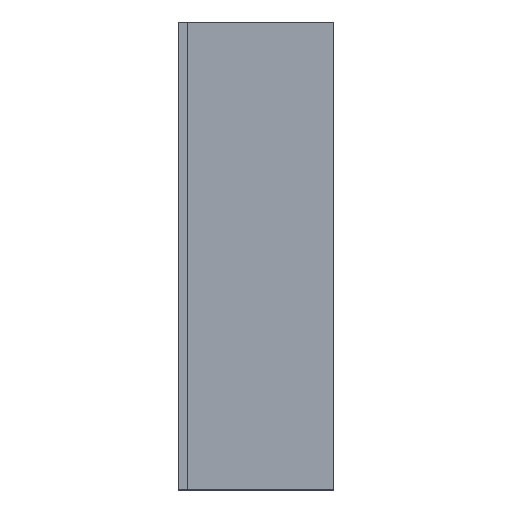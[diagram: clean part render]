
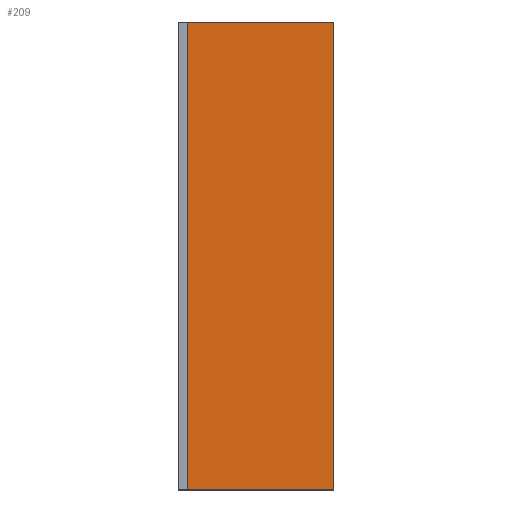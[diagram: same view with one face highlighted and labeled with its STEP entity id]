
A CAD part, top view. The second image highlights one B-rep face of the part: STEP entity #209.
In plain terms, the highlighted planar face has unit normal (0, 0, 1).
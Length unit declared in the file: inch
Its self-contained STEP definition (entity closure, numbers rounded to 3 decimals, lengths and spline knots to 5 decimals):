
#24=CARTESIAN_POINT('',(5.50447,-0.50791,-0.375));
#25=VERTEX_POINT('',#24);
#42=CARTESIAN_POINT('',(5.50447,5.49209,-0.375));
#43=VERTEX_POINT('',#42);
#50=CARTESIAN_POINT('',(5.50447,2.49209,-0.375));
#51=DIRECTION('',(0.,-1.,0.));
#52=VECTOR('',#51,1.);
#53=LINE('',#50,#52);
#54=EDGE_CURVE('',#43,#25,#53,.T.);
#157=CARTESIAN_POINT('',(3.62947,-0.50791,-0.375));
#158=VERTEX_POINT('',#157);
#165=CARTESIAN_POINT('',(3.62947,5.49209,-0.375));
#166=VERTEX_POINT('',#165);
#167=CARTESIAN_POINT('',(3.62947,2.49209,-0.375));
#168=DIRECTION('',(0.,1.,0.));
#169=VECTOR('',#168,1.);
#170=LINE('',#167,#169);
#171=EDGE_CURVE('',#158,#166,#170,.T.);
#188=CARTESIAN_POINT('',(5.50447,-0.50791,-0.375));
#189=DIRECTION('',(1.,0.,0.));
#190=VECTOR('',#189,1.);
#191=LINE('',#188,#190);
#192=EDGE_CURVE('',#158,#25,#191,.T.);
#193=ORIENTED_EDGE('',*,*,#192,.T.);
#194=ORIENTED_EDGE('',*,*,#54,.F.);
#195=CARTESIAN_POINT('',(5.50447,5.49209,-0.375));
#196=DIRECTION('',(-1.,0.,0.));
#197=VECTOR('',#196,1.);
#198=LINE('',#195,#197);
#199=EDGE_CURVE('',#43,#166,#198,.T.);
#200=ORIENTED_EDGE('',*,*,#199,.T.);
#201=ORIENTED_EDGE('',*,*,#171,.F.);
#202=EDGE_LOOP('',(#193,#194,#200,#201));
#203=FACE_OUTER_BOUND('',#202,.T.);
#204=CARTESIAN_POINT('',(4.56697,2.49209,-0.375));
#205=DIRECTION('',(0.,0.,1.));
#206=DIRECTION('',(-1.,0.,0.));
#207=AXIS2_PLACEMENT_3D('',#204,#205,#206);
#208=PLANE('',#207);
#209=ADVANCED_FACE('',(#203),#208,.T.);
